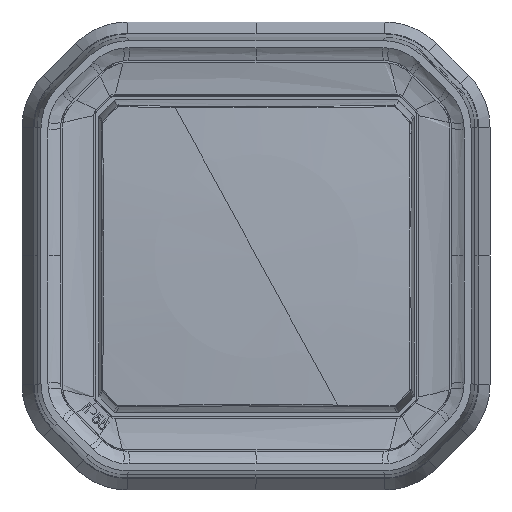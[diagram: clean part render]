
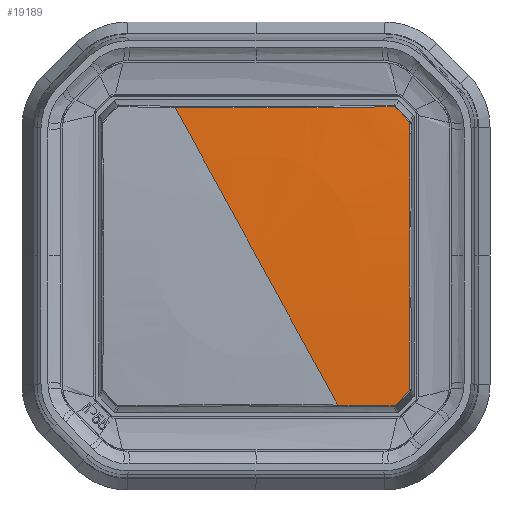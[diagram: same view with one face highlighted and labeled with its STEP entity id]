
A CAD part, top view. The second image highlights one B-rep face of the part: STEP entity #19189.
In plain terms, the highlighted spherical face has radius 445 mm.
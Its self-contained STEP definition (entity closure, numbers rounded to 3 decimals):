
#18537=AXIS2_PLACEMENT_3D('Sphere Axis2P3D',#18534,#18535,#18536) ;
#18617=AXIS2_PLACEMENT_3D('Circle Axis2P3D',#18615,#18616,$) ;
#18624=AXIS2_PLACEMENT_3D('Circle Axis2P3D',#18622,#18623,$) ;
#19079=AXIS2_PLACEMENT_3D('Circle Axis2P3D',#19077,#19078,$) ;
#19140=AXIS2_PLACEMENT_3D('Circle Axis2P3D',#19138,#19139,$) ;
#18534=CARTESIAN_POINT('Axis2P3D Location',(0.077,-0.077,-388.849)) ;
#18545=CARTESIAN_POINT('Vertex',(-14.708,26.986,55.081)) ;
#18612=CARTESIAN_POINT('Vertex',(14.861,-27.139,55.081)) ;
#18615=CARTESIAN_POINT('Axis2P3D Location',(0.077,-0.077,-388.849)) ;
#18619=CARTESIAN_POINT('Vertex',(0.077,-0.077,56.151)) ;
#18622=CARTESIAN_POINT('Axis2P3D Location',(0.077,-0.077,-388.849)) ;
#19060=CARTESIAN_POINT('Control Point',(14.861,-27.139,55.081)) ;
#19061=CARTESIAN_POINT('Control Point',(17.025,-27.159,55.008)) ;
#19062=CARTESIAN_POINT('Control Point',(19.387,-27.185,54.913)) ;
#19063=CARTESIAN_POINT('Control Point',(22.015,-27.218,54.791)) ;
#19064=CARTESIAN_POINT('Control Point',(25.117,-27.264,54.613)) ;
#19065=CARTESIAN_POINT('Vertex',(25.117,-27.264,54.613)) ;
#19069=CARTESIAN_POINT('Control Point',(25.117,-27.264,54.613)) ;
#19070=CARTESIAN_POINT('Control Point',(25.173,-27.265,54.61)) ;
#19071=CARTESIAN_POINT('Control Point',(25.215,-27.25,54.608)) ;
#19072=CARTESIAN_POINT('Control Point',(25.252,-27.23,54.607)) ;
#19073=CARTESIAN_POINT('Control Point',(25.283,-27.201,54.607)) ;
#19074=CARTESIAN_POINT('Vertex',(25.283,-27.201,54.607)) ;
#19077=CARTESIAN_POINT('Axis2P3D Location',(0.077,-0.077,54.607)) ;
#19081=CARTESIAN_POINT('Vertex',(27.941,-24.463,54.607)) ;
#19085=CARTESIAN_POINT('Control Point',(27.941,-24.463,54.607)) ;
#19086=CARTESIAN_POINT('Control Point',(27.979,-24.419,54.607)) ;
#19087=CARTESIAN_POINT('Control Point',(28.004,-24.363,54.609)) ;
#19088=CARTESIAN_POINT('Control Point',(28.004,-24.287,54.613)) ;
#19089=CARTESIAN_POINT('Vertex',(28.004,-24.287,54.613)) ;
#19093=CARTESIAN_POINT('Control Point',(27.995,22.231,54.713)) ;
#19094=CARTESIAN_POINT('Control Point',(27.982,19.316,54.861)) ;
#19095=CARTESIAN_POINT('Control Point',(27.973,16.769,54.966)) ;
#19096=CARTESIAN_POINT('Control Point',(27.966,14.459,55.046)) ;
#19097=CARTESIAN_POINT('Control Point',(27.954,9.788,55.181)) ;
#19098=CARTESIAN_POINT('Control Point',(27.949,5.687,55.247)) ;
#19099=CARTESIAN_POINT('Control Point',(27.947,3.562,55.269)) ;
#19100=CARTESIAN_POINT('Control Point',(27.945,-0.351,55.288)) ;
#19101=CARTESIAN_POINT('Control Point',(27.947,-4.292,55.263)) ;
#19102=CARTESIAN_POINT('Control Point',(27.949,-6.168,55.241)) ;
#19103=CARTESIAN_POINT('Control Point',(27.954,-9.209,55.191)) ;
#19104=CARTESIAN_POINT('Control Point',(27.961,-12.55,55.103)) ;
#19105=CARTESIAN_POINT('Control Point',(27.964,-13.795,55.067)) ;
#19106=CARTESIAN_POINT('Control Point',(27.972,-16.4,54.981)) ;
#19107=CARTESIAN_POINT('Control Point',(27.982,-19.302,54.862)) ;
#19108=CARTESIAN_POINT('Control Point',(27.988,-20.844,54.793)) ;
#19109=CARTESIAN_POINT('Control Point',(27.995,-22.496,54.711)) ;
#19110=CARTESIAN_POINT('Control Point',(28.004,-24.287,54.613)) ;
#19111=CARTESIAN_POINT('Vertex',(27.995,22.231,54.713)) ;
#19115=CARTESIAN_POINT('Control Point',(27.995,22.231,54.713)) ;
#19116=CARTESIAN_POINT('Control Point',(27.995,22.269,54.712)) ;
#19117=CARTESIAN_POINT('Control Point',(27.996,22.29,54.71)) ;
#19118=CARTESIAN_POINT('Control Point',(27.996,22.306,54.71)) ;
#19119=CARTESIAN_POINT('Vertex',(27.996,22.306,54.71)) ;
#19123=CARTESIAN_POINT('Control Point',(28.004,24.134,54.613)) ;
#19124=CARTESIAN_POINT('Control Point',(28.001,23.505,54.648)) ;
#19125=CARTESIAN_POINT('Control Point',(27.998,22.896,54.68)) ;
#19126=CARTESIAN_POINT('Control Point',(27.996,22.306,54.71)) ;
#19127=CARTESIAN_POINT('Vertex',(28.004,24.134,54.613)) ;
#19131=CARTESIAN_POINT('Control Point',(27.941,24.31,54.607)) ;
#19132=CARTESIAN_POINT('Control Point',(27.979,24.266,54.607)) ;
#19133=CARTESIAN_POINT('Control Point',(28.004,24.21,54.609)) ;
#19134=CARTESIAN_POINT('Control Point',(28.004,24.134,54.613)) ;
#19135=CARTESIAN_POINT('Vertex',(27.941,24.31,54.607)) ;
#19138=CARTESIAN_POINT('Axis2P3D Location',(0.077,-0.077,54.607)) ;
#19142=CARTESIAN_POINT('Vertex',(25.283,27.048,54.607)) ;
#19146=CARTESIAN_POINT('Control Point',(25.117,27.111,54.613)) ;
#19147=CARTESIAN_POINT('Control Point',(25.173,27.112,54.61)) ;
#19148=CARTESIAN_POINT('Control Point',(25.215,27.097,54.608)) ;
#19149=CARTESIAN_POINT('Control Point',(25.252,27.076,54.607)) ;
#19150=CARTESIAN_POINT('Control Point',(25.283,27.048,54.607)) ;
#19151=CARTESIAN_POINT('Vertex',(25.117,27.111,54.613)) ;
#19155=CARTESIAN_POINT('Control Point',(-14.708,26.986,55.081)) ;
#19156=CARTESIAN_POINT('Control Point',(-14.1,26.98,55.101)) ;
#19157=CARTESIAN_POINT('Control Point',(-13.506,26.975,55.121)) ;
#19158=CARTESIAN_POINT('Control Point',(-12.925,26.97,55.138)) ;
#19159=CARTESIAN_POINT('Control Point',(-10.333,26.949,55.213)) ;
#19160=CARTESIAN_POINT('Control Point',(-7.964,26.935,55.263)) ;
#19161=CARTESIAN_POINT('Control Point',(-6.204,26.927,55.291)) ;
#19162=CARTESIAN_POINT('Control Point',(-2.373,26.915,55.335)) ;
#19163=CARTESIAN_POINT('Control Point',(1.317,26.914,55.337)) ;
#19164=CARTESIAN_POINT('Control Point',(3.37,26.917,55.326)) ;
#19165=CARTESIAN_POINT('Control Point',(7.323,26.929,55.284)) ;
#19166=CARTESIAN_POINT('Control Point',(11.709,26.957,55.184)) ;
#19167=CARTESIAN_POINT('Control Point',(13.887,26.975,55.121)) ;
#19168=CARTESIAN_POINT('Control Point',(17.241,27.007,55.006)) ;
#19169=CARTESIAN_POINT('Control Point',(21.23,27.056,54.821)) ;
#19170=CARTESIAN_POINT('Control Point',(22.448,27.072,54.761)) ;
#19171=CARTESIAN_POINT('Control Point',(23.739,27.09,54.692)) ;
#19172=CARTESIAN_POINT('Control Point',(25.117,27.111,54.613)) ;
#18535=DIRECTION('Axis2P3D Direction',(-0.,0.,1.)) ;
#18536=DIRECTION('Axis2P3D XDirection',(0.479,-0.878,0.)) ;
#18616=DIRECTION('Axis2P3D Direction',(-0.878,-0.479,0.)) ;
#18623=DIRECTION('Axis2P3D Direction',(0.878,0.479,-0.)) ;
#19078=DIRECTION('Axis2P3D Direction',(-0.,0.,1.)) ;
#19139=DIRECTION('Axis2P3D Direction',(-0.,0.,1.)) ;
#19175=ORIENTED_EDGE('',*,*,#18621,.F.) ;
#19176=ORIENTED_EDGE('',*,*,#19067,.T.) ;
#19177=ORIENTED_EDGE('',*,*,#19076,.T.) ;
#19178=ORIENTED_EDGE('',*,*,#19083,.T.) ;
#19179=ORIENTED_EDGE('',*,*,#19091,.T.) ;
#19180=ORIENTED_EDGE('',*,*,#19113,.T.) ;
#19181=ORIENTED_EDGE('',*,*,#19121,.T.) ;
#19182=ORIENTED_EDGE('',*,*,#19129,.T.) ;
#19183=ORIENTED_EDGE('',*,*,#19137,.T.) ;
#19184=ORIENTED_EDGE('',*,*,#19144,.T.) ;
#19185=ORIENTED_EDGE('',*,*,#19153,.T.) ;
#19186=ORIENTED_EDGE('',*,*,#19173,.T.) ;
#19187=ORIENTED_EDGE('',*,*,#18626,.T.) ;
#19189=ADVANCED_FACE('Doigt Inter',(#19188),#18538,.T.) ;
#19059=B_SPLINE_CURVE_WITH_KNOTS('',4,(#19060,#19061,#19062,#19063,#19064),.UNSPECIFIED.,.F.,.U.,(5,5),(0.,109.48),.UNSPECIFIED.) ;
#19068=B_SPLINE_CURVE_WITH_KNOTS('',4,(#19069,#19070,#19071,#19072,#19073),.UNSPECIFIED.,.F.,.U.,(5,5),(0.,2.039),.UNSPECIFIED.) ;
#19084=B_SPLINE_CURVE_WITH_KNOTS('',3,(#19085,#19086,#19087,#19088),.UNSPECIFIED.,.F.,.U.,(4,4),(0.,2.16),.UNSPECIFIED.) ;
#19092=B_SPLINE_CURVE_WITH_KNOTS('',5,(#19093,#19094,#19095,#19096,#19097,#19098,#19099,#19100,#19101,#19102,#19103,#19104,#19105,#19106,#19107,#19108,#19109,#19110),.UNSPECIFIED.,.F.,.U.,(6,3,3,3,3,6),(98.69,241.014,408.491,555.109,637.004,718.9),.UNSPECIFIED.) ;
#19114=B_SPLINE_CURVE_WITH_KNOTS('',3,(#19115,#19116,#19117,#19118),.UNSPECIFIED.,.F.,.U.,(4,4),(128.856,131.473),.UNSPECIFIED.) ;
#19122=B_SPLINE_CURVE_WITH_KNOTS('',3,(#19123,#19124,#19125,#19126),.UNSPECIFIED.,.F.,.U.,(4,4),(36.298,53.557),.UNSPECIFIED.) ;
#19130=B_SPLINE_CURVE_WITH_KNOTS('',3,(#19131,#19132,#19133,#19134),.UNSPECIFIED.,.F.,.U.,(4,4),(0.,2.16),.UNSPECIFIED.) ;
#19145=B_SPLINE_CURVE_WITH_KNOTS('',4,(#19146,#19147,#19148,#19149,#19150),.UNSPECIFIED.,.F.,.U.,(5,5),(0.,2.039),.UNSPECIFIED.) ;
#19154=B_SPLINE_CURVE_WITH_KNOTS('',5,(#19155,#19156,#19157,#19158,#19159,#19160,#19161,#19162,#19163,#19164,#19165,#19166,#19167,#19168,#19169,#19170,#19171,#19172),.UNSPECIFIED.,.F.,.U.,(6,3,3,3,3,6),(187.551,226.033,362.97,533.6,682.428,743.246),.UNSPECIFIED.) ;
#18618=CIRCLE('generated circle',#18617,445.) ;
#18625=CIRCLE('generated circle',#18624,445.) ;
#19080=CIRCLE('generated circle',#19079,37.028) ;
#19141=CIRCLE('generated circle',#19140,37.028) ;
#18621=EDGE_CURVE('',#18613,#18620,#18618,.T.) ;
#18626=EDGE_CURVE('',#18546,#18620,#18625,.T.) ;
#19067=EDGE_CURVE('',#18613,#19066,#19059,.T.) ;
#19076=EDGE_CURVE('',#19066,#19075,#19068,.T.) ;
#19083=EDGE_CURVE('',#19075,#19082,#19080,.T.) ;
#19091=EDGE_CURVE('',#19082,#19090,#19084,.T.) ;
#19113=EDGE_CURVE('',#19090,#19112,#19092,.F.) ;
#19121=EDGE_CURVE('',#19112,#19120,#19114,.T.) ;
#19129=EDGE_CURVE('',#19120,#19128,#19122,.F.) ;
#19137=EDGE_CURVE('',#19128,#19136,#19130,.F.) ;
#19144=EDGE_CURVE('',#19136,#19143,#19141,.T.) ;
#19153=EDGE_CURVE('',#19143,#19152,#19145,.F.) ;
#19173=EDGE_CURVE('',#19152,#18546,#19154,.F.) ;
#19174=EDGE_LOOP('',(#19175,#19176,#19177,#19178,#19179,#19180,#19181,#19182,#19183,#19184,#19185,#19186,#19187)) ;
#19188=FACE_OUTER_BOUND('',#19174,.T.) ;
#18538=SPHERICAL_SURFACE('',#18537,445.) ;
#18546=VERTEX_POINT('',#18545) ;
#18613=VERTEX_POINT('',#18612) ;
#18620=VERTEX_POINT('',#18619) ;
#19066=VERTEX_POINT('',#19065) ;
#19075=VERTEX_POINT('',#19074) ;
#19082=VERTEX_POINT('',#19081) ;
#19090=VERTEX_POINT('',#19089) ;
#19112=VERTEX_POINT('',#19111) ;
#19120=VERTEX_POINT('',#19119) ;
#19128=VERTEX_POINT('',#19127) ;
#19136=VERTEX_POINT('',#19135) ;
#19143=VERTEX_POINT('',#19142) ;
#19152=VERTEX_POINT('',#19151) ;
